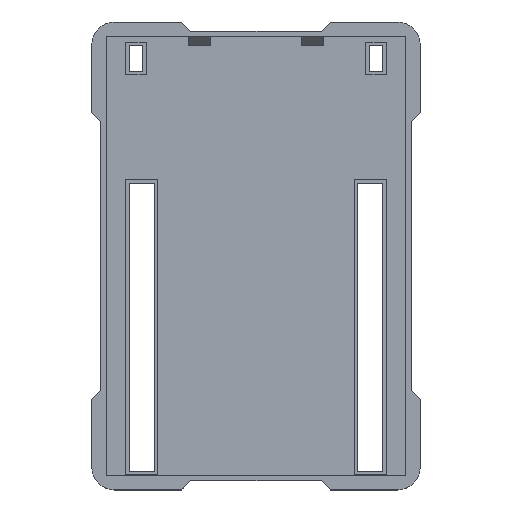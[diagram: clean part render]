
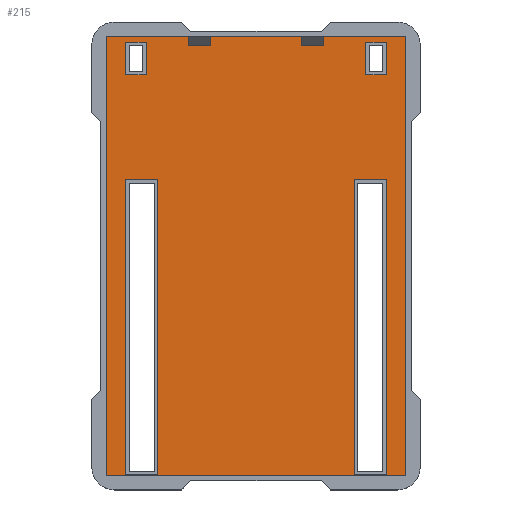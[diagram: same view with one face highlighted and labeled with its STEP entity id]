
A CAD part, top view. The second image highlights one B-rep face of the part: STEP entity #215.
In plain terms, the highlighted planar face has unit normal (0, 0, 1).
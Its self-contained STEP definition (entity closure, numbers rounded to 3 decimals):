
#215=ADVANCED_FACE('',(#1232,#1234,#1236,#1238,#1240),#1242,.F.);
#1232=FACE_BOUND('',#1233,.T.);
#1233=EDGE_LOOP('',(#2099,#2100,#2101,#2102));
#1234=FACE_BOUND('',#1235,.T.);
#1235=EDGE_LOOP('',(#2103,#2104,#2105,#2106));
#1236=FACE_BOUND('',#1237,.T.);
#1237=EDGE_LOOP('',(#2107,#2108,#2109,#2110));
#1238=FACE_BOUND('',#1239,.T.);
#1239=EDGE_LOOP('',(#2111,#2112,#2113,#2114));
#1240=FACE_BOUND('',#1241,.T.);
#1241=EDGE_LOOP('',(#2115,#2116,#2117,#2118));
#1242=PLANE('',#1243);
#1243=AXIS2_PLACEMENT_3D('',#1244,#1245,#1246);
#1244=CARTESIAN_POINT('',(0.,0.,-3.));
#1245=DIRECTION('',(-0.,0.,-1.));
#1246=DIRECTION('',(-1.,0.,0.));
#2099=ORIENTED_EDGE('',*,*,#2668,.F.);
#2100=ORIENTED_EDGE('',*,*,#2669,.F.);
#2101=ORIENTED_EDGE('',*,*,#2670,.F.);
#2102=ORIENTED_EDGE('',*,*,#2585,.F.);
#2103=ORIENTED_EDGE('',*,*,#2671,.T.);
#2104=ORIENTED_EDGE('',*,*,#2672,.T.);
#2105=ORIENTED_EDGE('',*,*,#2673,.T.);
#2106=ORIENTED_EDGE('',*,*,#2674,.T.);
#2107=ORIENTED_EDGE('',*,*,#2675,.T.);
#2108=ORIENTED_EDGE('',*,*,#2676,.T.);
#2109=ORIENTED_EDGE('',*,*,#2677,.T.);
#2110=ORIENTED_EDGE('',*,*,#2678,.T.);
#2111=ORIENTED_EDGE('',*,*,#2679,.T.);
#2112=ORIENTED_EDGE('',*,*,#2680,.T.);
#2113=ORIENTED_EDGE('',*,*,#2681,.T.);
#2114=ORIENTED_EDGE('',*,*,#2682,.T.);
#2115=ORIENTED_EDGE('',*,*,#2683,.T.);
#2116=ORIENTED_EDGE('',*,*,#2684,.T.);
#2117=ORIENTED_EDGE('',*,*,#2685,.T.);
#2118=ORIENTED_EDGE('',*,*,#2686,.T.);
#2585=EDGE_CURVE('',#2915,#2916,#2917,.T.);
#2668=EDGE_CURVE('',#3068,#2915,#3069,.T.);
#2669=EDGE_CURVE('',#3070,#3068,#3071,.T.);
#2670=EDGE_CURVE('',#2916,#3070,#3072,.T.);
#2671=EDGE_CURVE('',#3073,#3074,#3075,.F.);
#2672=EDGE_CURVE('',#3074,#3076,#3077,.F.);
#2673=EDGE_CURVE('',#3076,#3078,#3079,.F.);
#2674=EDGE_CURVE('',#3078,#3073,#3080,.F.);
#2675=EDGE_CURVE('',#3081,#3082,#3083,.F.);
#2676=EDGE_CURVE('',#3082,#3084,#3085,.F.);
#2677=EDGE_CURVE('',#3084,#3086,#3087,.F.);
#2678=EDGE_CURVE('',#3086,#3081,#3088,.F.);
#2679=EDGE_CURVE('',#3089,#3090,#3091,.F.);
#2680=EDGE_CURVE('',#3090,#3092,#3093,.F.);
#2681=EDGE_CURVE('',#3092,#3094,#3095,.F.);
#2682=EDGE_CURVE('',#3094,#3089,#3096,.F.);
#2683=EDGE_CURVE('',#3097,#3098,#3099,.F.);
#2684=EDGE_CURVE('',#3098,#3100,#3101,.F.);
#2685=EDGE_CURVE('',#3100,#3102,#3103,.F.);
#2686=EDGE_CURVE('',#3102,#3097,#3104,.F.);
#2915=VERTEX_POINT('',#3491);
#2916=VERTEX_POINT('',#3492);
#2917=LINE('',#3493,#3494);
#3068=VERTEX_POINT('',#3822);
#3069=LINE('',#3823,#3824);
#3070=VERTEX_POINT('',#3826);
#3071=LINE('',#3827,#3828);
#3072=LINE('',#3830,#3831);
#3073=VERTEX_POINT('',#3833);
#3074=VERTEX_POINT('',#3834);
#3075=LINE('',#3835,#3836);
#3076=VERTEX_POINT('',#3838);
#3077=LINE('',#3839,#3840);
#3078=VERTEX_POINT('',#3842);
#3079=LINE('',#3843,#3844);
#3080=LINE('',#3846,#3847);
#3081=VERTEX_POINT('',#3849);
#3082=VERTEX_POINT('',#3850);
#3083=LINE('',#3851,#3852);
#3084=VERTEX_POINT('',#3854);
#3085=LINE('',#3855,#3856);
#3086=VERTEX_POINT('',#3858);
#3087=LINE('',#3859,#3860);
#3088=LINE('',#3862,#3863);
#3089=VERTEX_POINT('',#3865);
#3090=VERTEX_POINT('',#3866);
#3091=LINE('',#3867,#3868);
#3092=VERTEX_POINT('',#3870);
#3093=LINE('',#3871,#3872);
#3094=VERTEX_POINT('',#3874);
#3095=LINE('',#3875,#3876);
#3096=LINE('',#3878,#3879);
#3097=VERTEX_POINT('',#3881);
#3098=VERTEX_POINT('',#3882);
#3099=LINE('',#3883,#3884);
#3100=VERTEX_POINT('',#3886);
#3101=LINE('',#3887,#3888);
#3102=VERTEX_POINT('',#3890);
#3103=LINE('',#3891,#3892);
#3104=LINE('',#3894,#3895);
#3491=CARTESIAN_POINT('',(0.25,-97.25,-3.));
#3492=CARTESIAN_POINT('',(-66.25,-97.25,-3.));
#3493=CARTESIAN_POINT('',(0.25,-97.25,-3.));
#3494=VECTOR('',#3495,1.);
#3495=DIRECTION('',(-1.,0.,0.));
#3822=CARTESIAN_POINT('',(0.25,0.25,-3.));
#3823=CARTESIAN_POINT('',(0.25,0.25,-3.));
#3824=VECTOR('',#3825,1.);
#3825=DIRECTION('',(0.,-1.,0.));
#3826=CARTESIAN_POINT('',(-66.25,0.25,-3.));
#3827=CARTESIAN_POINT('',(-66.25,0.25,-3.));
#3828=VECTOR('',#3829,1.);
#3829=DIRECTION('',(1.,0.,0.));
#3830=CARTESIAN_POINT('',(-66.25,-97.25,-3.));
#3831=VECTOR('',#3832,1.);
#3832=DIRECTION('',(0.,1.,0.));
#3833=CARTESIAN_POINT('',(-61.99,-1.03,-3.));
#3834=CARTESIAN_POINT('',(-57.35,-1.03,-3.));
#3835=CARTESIAN_POINT('',(-57.35,-1.03,-3.));
#3836=VECTOR('',#3837,1.);
#3837=DIRECTION('',(-1.,0.,0.));
#3838=CARTESIAN_POINT('',(-57.35,-8.21,-3.));
#3839=CARTESIAN_POINT('',(-57.35,-8.21,-3.));
#3840=VECTOR('',#3841,1.);
#3841=DIRECTION('',(0.,1.,0.));
#3842=CARTESIAN_POINT('',(-61.99,-8.21,-3.));
#3843=CARTESIAN_POINT('',(-61.99,-8.21,-3.));
#3844=VECTOR('',#3845,1.);
#3845=DIRECTION('',(1.,0.,0.));
#3846=CARTESIAN_POINT('',(-61.99,-1.03,-3.));
#3847=VECTOR('',#3848,1.);
#3848=DIRECTION('',(0.,-1.,0.));
#3849=CARTESIAN_POINT('',(-8.65,-1.03,-3.));
#3850=CARTESIAN_POINT('',(-4.01,-1.03,-3.));
#3851=CARTESIAN_POINT('',(-4.01,-1.03,-3.));
#3852=VECTOR('',#3853,1.);
#3853=DIRECTION('',(-1.,0.,0.));
#3854=CARTESIAN_POINT('',(-4.01,-8.21,-3.));
#3855=CARTESIAN_POINT('',(-4.01,-8.21,-3.));
#3856=VECTOR('',#3857,1.);
#3857=DIRECTION('',(0.,1.,0.));
#3858=CARTESIAN_POINT('',(-8.65,-8.21,-3.));
#3859=CARTESIAN_POINT('',(-8.65,-8.21,-3.));
#3860=VECTOR('',#3861,1.);
#3861=DIRECTION('',(1.,0.,0.));
#3862=CARTESIAN_POINT('',(-8.65,-1.03,-3.));
#3863=VECTOR('',#3864,1.);
#3864=DIRECTION('',(0.,-1.,0.));
#3865=CARTESIAN_POINT('',(-11.19,-97.1,-3.));
#3866=CARTESIAN_POINT('',(-11.19,-31.5,-3.));
#3867=CARTESIAN_POINT('',(-11.19,-31.5,-3.));
#3868=VECTOR('',#3869,1.);
#3869=DIRECTION('',(0.,-1.,0.));
#3870=CARTESIAN_POINT('',(-4.01,-31.5,-3.));
#3871=CARTESIAN_POINT('',(-4.01,-31.5,-3.));
#3872=VECTOR('',#3873,1.);
#3873=DIRECTION('',(-1.,0.,0.));
#3874=CARTESIAN_POINT('',(-4.01,-97.1,-3.));
#3875=CARTESIAN_POINT('',(-4.01,-97.1,-3.));
#3876=VECTOR('',#3877,1.);
#3877=DIRECTION('',(0.,1.,0.));
#3878=CARTESIAN_POINT('',(-11.19,-97.1,-3.));
#3879=VECTOR('',#3880,1.);
#3880=DIRECTION('',(1.,0.,0.));
#3881=CARTESIAN_POINT('',(-61.99,-97.1,-3.));
#3882=CARTESIAN_POINT('',(-61.99,-31.5,-3.));
#3883=CARTESIAN_POINT('',(-61.99,-31.5,-3.));
#3884=VECTOR('',#3885,1.);
#3885=DIRECTION('',(0.,-1.,0.));
#3886=CARTESIAN_POINT('',(-54.81,-31.5,-3.));
#3887=CARTESIAN_POINT('',(-54.81,-31.5,-3.));
#3888=VECTOR('',#3889,1.);
#3889=DIRECTION('',(-1.,0.,0.));
#3890=CARTESIAN_POINT('',(-54.81,-97.1,-3.));
#3891=CARTESIAN_POINT('',(-54.81,-97.1,-3.));
#3892=VECTOR('',#3893,1.);
#3893=DIRECTION('',(0.,1.,0.));
#3894=CARTESIAN_POINT('',(-61.99,-97.1,-3.));
#3895=VECTOR('',#3896,1.);
#3896=DIRECTION('',(1.,0.,0.));
